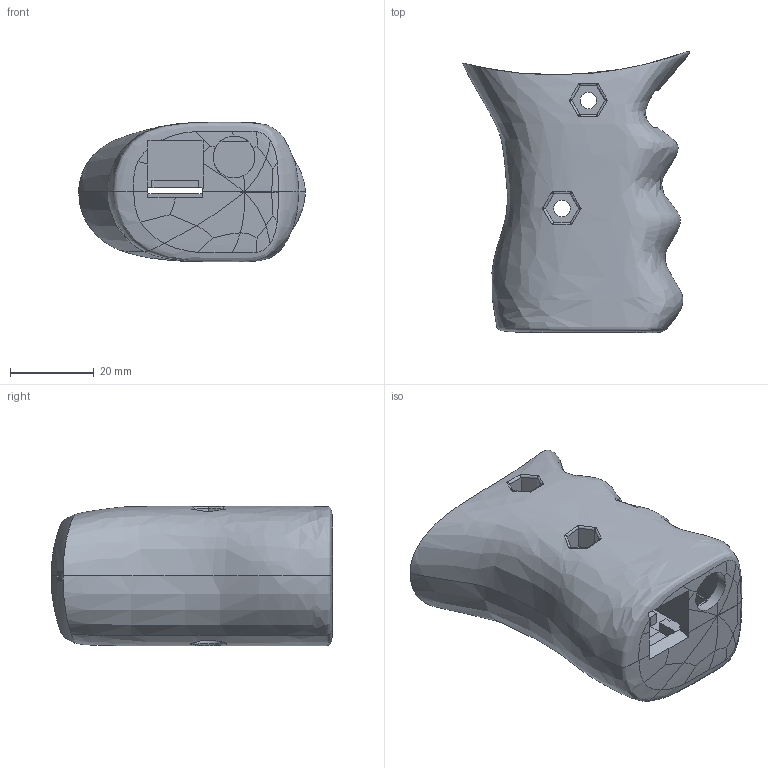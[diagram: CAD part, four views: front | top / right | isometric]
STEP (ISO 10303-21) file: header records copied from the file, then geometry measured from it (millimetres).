
FILE_DESCRIPTION(/* description */ (''),/* implementation_level */ '2;1');
FILE_NAME(/* name */ 'Fri3d-TimeBlaster-Grip_v2.stp.step',/* time_stamp */ '2022-08-01T23:42:12+02:00',/* author */ (''),/* organization */ (''),/* preprocessor_version */ 'ST-DEVELOPER v19',/* originating_system */ 'Autodesk Translation Framework v11.7.0.108',/* authorisation */ '');
FILE_SCHEMA (('AUTOMOTIVE_DESIGN { 1 0 10303 214 3 1 1 }'));
Length unit declared in the file: millimetre
Products named in the file (1): Fri3d-TimeBlaster-Grip
Bounding box: 54.12 x 67.29 x 33.29 mm (x, y, z)
Volume: 61993.4 mm3; surface area: 18609.4 mm2
Topology: 2 solids, 2 shells, 263 faces, 695 edges, 440 vertices
Faces by surface type: plane 130, bspline 96, cylinder 30, sphere 7
Full cylindrical faces by diameter (mm): 4 x4, 7.6 x2, 10 x1
Entity records: 15579 total; most frequent: CARTESIAN_POINT 9788, ORIENTED_EDGE 1388, DIRECTION 930, EDGE_CURVE 694, VERTEX_POINT 440, LINE 350, VECTOR 350, AXIS2_PLACEMENT_3D 290
